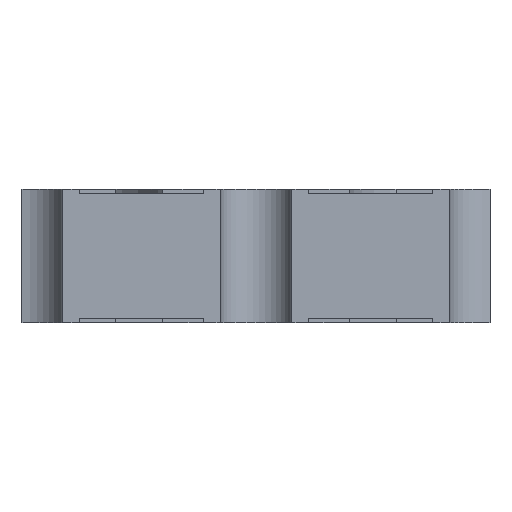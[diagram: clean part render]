
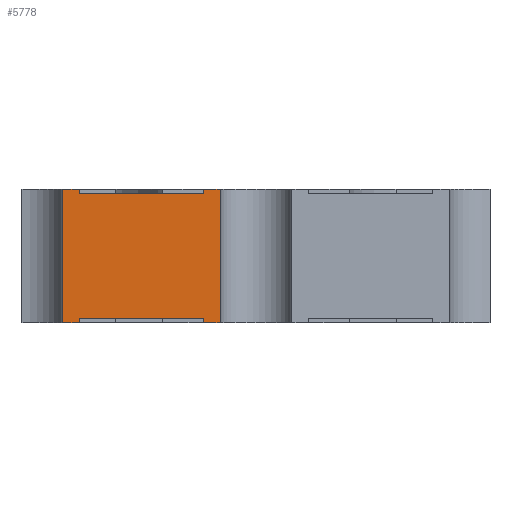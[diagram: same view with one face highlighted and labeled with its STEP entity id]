
A CAD part, left-side view. The second image highlights one B-rep face of the part: STEP entity #5778.
In plain terms, the highlighted planar face has unit normal (-1, 0, 0).
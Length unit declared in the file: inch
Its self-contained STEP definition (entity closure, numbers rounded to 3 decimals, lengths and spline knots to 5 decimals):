
#59 = VERTEX_POINT ( 'NONE', #10633 ) ;
#292 = VERTEX_POINT ( 'NONE', #9411 ) ;
#545 = EDGE_CURVE ( 'NONE', #3945, #7167, #4756, .T. ) ;
#742 = ORIENTED_EDGE ( 'NONE', *, *, #13286, .T. ) ;
#843 = CARTESIAN_POINT ( 'NONE',  ( -0.125, 0.0755, 0.002 ) ) ;
#1233 = CARTESIAN_POINT ( 'NONE',  ( -0.125, 0.0225, 0.002 ) ) ;
#1471 = CARTESIAN_POINT ( 'NONE',  ( -0.125, 0., 0.057 ) ) ;
#1482 = VECTOR ( 'NONE', #3703, 39.37008 ) ;
#1682 = DIRECTION ( 'NONE',  ( 0., 0., 1. ) ) ;
#1712 = EDGE_CURVE ( 'NONE', #59, #3483, #11125, .T. ) ;
#1727 = CARTESIAN_POINT ( 'NONE',  ( -0.125, 0.08266, 0.057 ) ) ;
#2046 = VECTOR ( 'NONE', #4768, 39.37008 ) ;
#2180 = LINE ( 'NONE', #12837, #2266 ) ;
#2266 = VECTOR ( 'NONE', #4293, 39.37008 ) ;
#2346 = VECTOR ( 'NONE', #1682, 39.37008 ) ;
#2389 = DIRECTION ( 'NONE',  ( 0., 1., 0. ) ) ;
#2429 = CARTESIAN_POINT ( 'NONE',  ( -0.125, 0., 0.057 ) ) ;
#2633 = ORIENTED_EDGE ( 'NONE', *, *, #1712, .T. ) ;
#2913 = EDGE_CURVE ( 'NONE', #12208, #7167, #2180, .T. ) ;
#2945 = VECTOR ( 'NONE', #9485, 39.37008 ) ;
#2955 = ORIENTED_EDGE ( 'NONE', *, *, #9428, .T. ) ;
#3267 = DIRECTION ( 'NONE',  ( 0., 1., 0. ) ) ;
#3316 = EDGE_CURVE ( 'NONE', #6980, #8106, #8358, .T. ) ;
#3403 = CARTESIAN_POINT ( 'NONE',  ( -0.125, 0.0225, 0.057 ) ) ;
#3483 = VERTEX_POINT ( 'NONE', #1727 ) ;
#3585 = VERTEX_POINT ( 'NONE', #10111 ) ;
#3703 = DIRECTION ( 'NONE',  ( 0., -1., 0. ) ) ;
#3945 = VERTEX_POINT ( 'NONE', #13259 ) ;
#4128 = ORIENTED_EDGE ( 'NONE', *, *, #5213, .T. ) ;
#4293 = DIRECTION ( 'NONE',  ( 0., 0., -1. ) ) ;
#4347 = CARTESIAN_POINT ( 'NONE',  ( -0.125, 0.08266, 0. ) ) ;
#4439 = CARTESIAN_POINT ( 'NONE',  ( -0.125, 0.0153, 0. ) ) ;
#4486 = VERTEX_POINT ( 'NONE', #3403 ) ;
#4756 = LINE ( 'NONE', #12456, #1482 ) ;
#4768 = DIRECTION ( 'NONE',  ( 0., 0., -1. ) ) ;
#4818 = VERTEX_POINT ( 'NONE', #9718 ) ;
#5125 = VECTOR ( 'NONE', #5661, 39.37008 ) ;
#5213 = EDGE_CURVE ( 'NONE', #4818, #3945, #7080, .T. ) ;
#5508 = LINE ( 'NONE', #6289, #11209 ) ;
#5580 = VECTOR ( 'NONE', #13213, 39.37008 ) ;
#5661 = DIRECTION ( 'NONE',  ( 0., 1., 0. ) ) ;
#5765 = FACE_OUTER_BOUND ( 'NONE', #8368, .T. ) ;
#5778 = ADVANCED_FACE ( 'NONE', ( #5765 ), #6822, .F. ) ;
#6280 = EDGE_CURVE ( 'NONE', #6980, #4818, #10959, .T. ) ;
#6289 = CARTESIAN_POINT ( 'NONE',  ( -0.125, 0., 0.055 ) ) ;
#6568 = ORIENTED_EDGE ( 'NONE', *, *, #2913, .F. ) ;
#6795 = ORIENTED_EDGE ( 'NONE', *, *, #8595, .T. ) ;
#6822 = PLANE ( 'NONE',  #8079 ) ;
#6944 = CARTESIAN_POINT ( 'NONE',  ( -0.125, 0.0225, 0.002 ) ) ;
#6960 = CARTESIAN_POINT ( 'NONE',  ( -0.125, 0.0755, 0. ) ) ;
#6980 = VERTEX_POINT ( 'NONE', #843 ) ;
#7080 = LINE ( 'NONE', #6944, #2046 ) ;
#7167 = VERTEX_POINT ( 'NONE', #4439 ) ;
#7182 = VECTOR ( 'NONE', #12167, 39.37008 ) ;
#7296 = VECTOR ( 'NONE', #10687, 39.37008 ) ;
#7474 = ORIENTED_EDGE ( 'NONE', *, *, #6280, .T. ) ;
#7497 = ORIENTED_EDGE ( 'NONE', *, *, #12661, .T. ) ;
#7761 = CARTESIAN_POINT ( 'NONE',  ( -0.125, 0.0225, 0.055 ) ) ;
#8079 = AXIS2_PLACEMENT_3D ( 'NONE', #8939, #10998, #11205 ) ;
#8106 = VERTEX_POINT ( 'NONE', #6960 ) ;
#8241 = CARTESIAN_POINT ( 'NONE',  ( -0.125, 0.0153, 0.057 ) ) ;
#8358 = LINE ( 'NONE', #13675, #2945 ) ;
#8368 = EDGE_LOOP ( 'NONE', ( #9251, #2955, #742, #2633, #7497, #11639, #8666, #7474, #4128, #11960, #6568, #6795 ) ) ;
#8595 = EDGE_CURVE ( 'NONE', #12208, #4486, #9962, .T. ) ;
#8666 = ORIENTED_EDGE ( 'NONE', *, *, #3316, .F. ) ;
#8939 = CARTESIAN_POINT ( 'NONE',  ( -0.125, 0.08266, 0.002 ) ) ;
#9251 = ORIENTED_EDGE ( 'NONE', *, *, #10362, .F. ) ;
#9411 = CARTESIAN_POINT ( 'NONE',  ( -0.125, 0.08266, 0. ) ) ;
#9419 = LINE ( 'NONE', #10267, #13424 ) ;
#9428 = EDGE_CURVE ( 'NONE', #3585, #12752, #5508, .T. ) ;
#9485 = DIRECTION ( 'NONE',  ( 0., 0., -1. ) ) ;
#9718 = CARTESIAN_POINT ( 'NONE',  ( -0.125, 0.0225, 0.002 ) ) ;
#9962 = LINE ( 'NONE', #2429, #5125 ) ;
#10090 = LINE ( 'NONE', #7761, #5580 ) ;
#10111 = CARTESIAN_POINT ( 'NONE',  ( -0.125, 0.0225, 0.055 ) ) ;
#10203 = CARTESIAN_POINT ( 'NONE',  ( -0.125, 0.0755, 0.055 ) ) ;
#10267 = CARTESIAN_POINT ( 'NONE',  ( -0.125, 0.08266, 0.002 ) ) ;
#10362 = EDGE_CURVE ( 'NONE', #3585, #4486, #10090, .T. ) ;
#10633 = CARTESIAN_POINT ( 'NONE',  ( -0.125, 0.0755, 0.057 ) ) ;
#10687 = DIRECTION ( 'NONE',  ( 0., -1., 0. ) ) ;
#10959 = LINE ( 'NONE', #1233, #7182 ) ;
#10998 = DIRECTION ( 'NONE',  ( 1., 0., 0. ) ) ;
#11125 = LINE ( 'NONE', #1471, #12739 ) ;
#11147 = EDGE_CURVE ( 'NONE', #292, #8106, #12894, .T. ) ;
#11205 = DIRECTION ( 'NONE',  ( 0., 0., -1. ) ) ;
#11209 = VECTOR ( 'NONE', #3267, 39.37008 ) ;
#11341 = LINE ( 'NONE', #10203, #2346 ) ;
#11639 = ORIENTED_EDGE ( 'NONE', *, *, #11147, .T. ) ;
#11960 = ORIENTED_EDGE ( 'NONE', *, *, #545, .T. ) ;
#12167 = DIRECTION ( 'NONE',  ( 0., -1., 0. ) ) ;
#12208 = VERTEX_POINT ( 'NONE', #8241 ) ;
#12456 = CARTESIAN_POINT ( 'NONE',  ( -0.125, 0.08266, 0. ) ) ;
#12550 = DIRECTION ( 'NONE',  ( 0., 0., -1. ) ) ;
#12661 = EDGE_CURVE ( 'NONE', #3483, #292, #9419, .T. ) ;
#12739 = VECTOR ( 'NONE', #2389, 39.37008 ) ;
#12752 = VERTEX_POINT ( 'NONE', #13033 ) ;
#12837 = CARTESIAN_POINT ( 'NONE',  ( -0.125, 0.0153, 0.002 ) ) ;
#12894 = LINE ( 'NONE', #4347, #7296 ) ;
#13033 = CARTESIAN_POINT ( 'NONE',  ( -0.125, 0.0755, 0.055 ) ) ;
#13213 = DIRECTION ( 'NONE',  ( 0., 0., 1. ) ) ;
#13259 = CARTESIAN_POINT ( 'NONE',  ( -0.125, 0.0225, 0. ) ) ;
#13286 = EDGE_CURVE ( 'NONE', #12752, #59, #11341, .T. ) ;
#13424 = VECTOR ( 'NONE', #12550, 39.37008 ) ;
#13675 = CARTESIAN_POINT ( 'NONE',  ( -0.125, 0.0755, 0.002 ) ) ;
